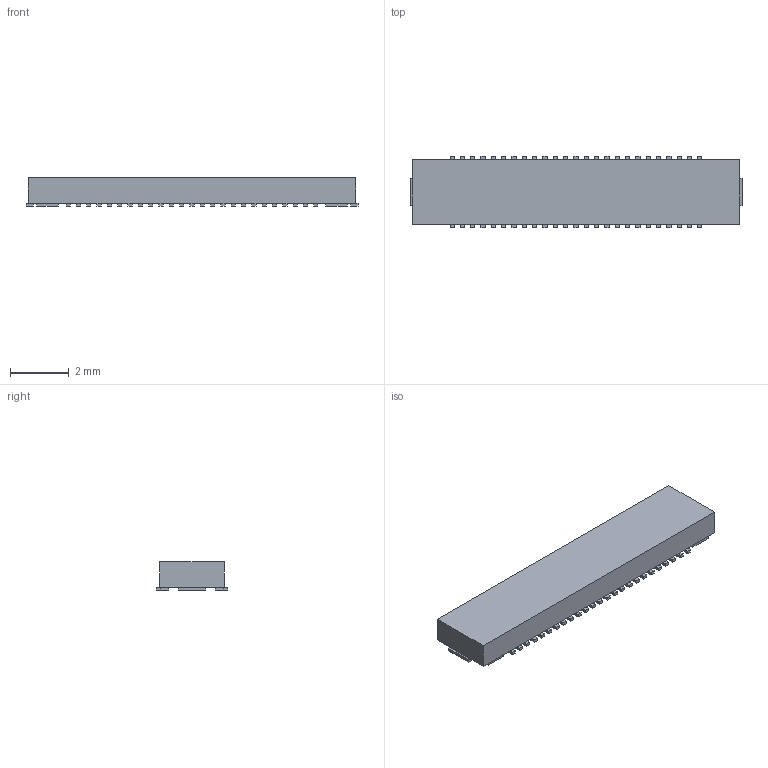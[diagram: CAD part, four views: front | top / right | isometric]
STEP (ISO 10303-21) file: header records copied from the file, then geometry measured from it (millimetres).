
FILE_DESCRIPTION(('FreeCAD Model'),'2;1');
FILE_NAME('2270563.1.1.stp','2020-04-08T21:36:38',( 'Author'),(''),'Open CASCADE STEP processor 6.9','FreeCAD','Unknown' );
FILE_SCHEMA(('AUTOMOTIVE_DESIGN { 1 0 10303 214 1 1 1 1 }'));
Length unit declared in the file: millimetre
Products named in the file (3): ASSEMBLY; Body; Pins
Assembly tree (2 placements, depth 2):
  ASSEMBLY
    Body
    Pins
Bounding box: 11.26 x 2.44 x 0.96 mm (x, y, z)
Volume: 21.4 mm3; surface area: 87.5 mm2
Topology: 57 solids, 57 shells, 342 faces, 684 edges, 456 vertices
Faces by surface type: plane 342
Entity records: 18011 total; most frequent: CARTESIAN_POINT 2853, DIRECTION 2742, LINE 2052, VECTOR 2052, ORIENTED_EDGE 1368, PCURVE 1368, DEFINITIONAL_REPRESENTATION 1368, EDGE_CURVE 684
